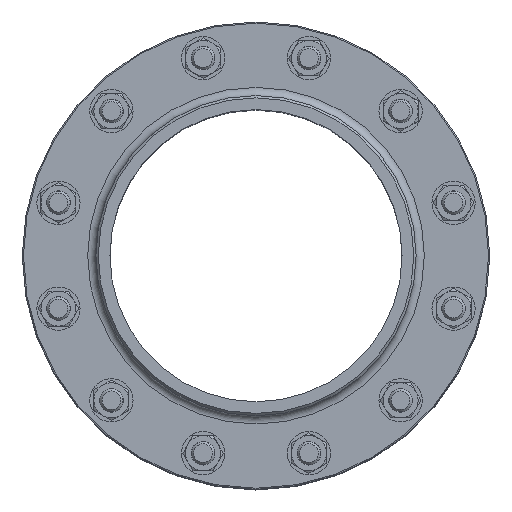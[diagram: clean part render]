
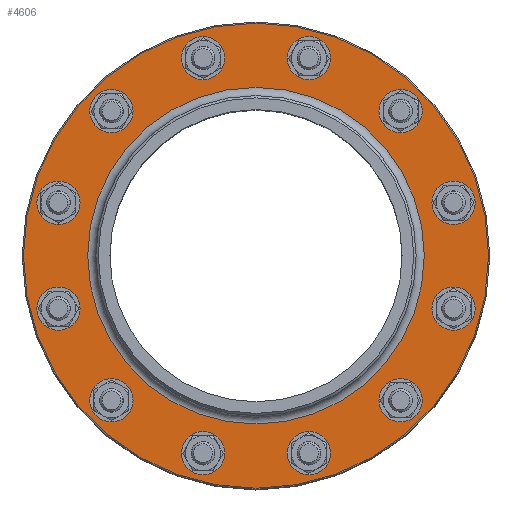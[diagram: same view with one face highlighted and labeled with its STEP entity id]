
A CAD part, top view. The second image highlights one B-rep face of the part: STEP entity #4606.
In plain terms, the highlighted face is planar.
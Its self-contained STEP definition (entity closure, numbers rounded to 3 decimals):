
#661=FACE_BOUND('',#1266,.T.);
#662=FACE_BOUND('',#1267,.T.);
#663=FACE_BOUND('',#1268,.T.);
#664=FACE_BOUND('',#1269,.T.);
#665=FACE_BOUND('',#1270,.T.);
#666=FACE_BOUND('',#1271,.T.);
#667=FACE_BOUND('',#1272,.T.);
#668=FACE_BOUND('',#1273,.T.);
#669=FACE_BOUND('',#1274,.T.);
#670=FACE_BOUND('',#1275,.T.);
#671=FACE_BOUND('',#1276,.T.);
#672=FACE_BOUND('',#1277,.T.);
#673=FACE_BOUND('',#1278,.T.);
#740=PLANE('',#5065);
#952=FACE_OUTER_BOUND('',#1265,.T.);
#1265=EDGE_LOOP('',(#3692));
#1266=EDGE_LOOP('',(#3693));
#1267=EDGE_LOOP('',(#3694));
#1268=EDGE_LOOP('',(#3695));
#1269=EDGE_LOOP('',(#3696));
#1270=EDGE_LOOP('',(#3697));
#1271=EDGE_LOOP('',(#3698));
#1272=EDGE_LOOP('',(#3699));
#1273=EDGE_LOOP('',(#3700));
#1274=EDGE_LOOP('',(#3701));
#1275=EDGE_LOOP('',(#3702));
#1276=EDGE_LOOP('',(#3703));
#1277=EDGE_LOOP('',(#3704));
#1278=EDGE_LOOP('',(#3705));
#2052=CIRCLE('',#5063,199.);
#2054=CIRCLE('',#5066,144.);
#2055=CIRCLE('',#5067,10.5);
#2056=CIRCLE('',#5068,10.5);
#2057=CIRCLE('',#5069,10.5);
#2058=CIRCLE('',#5070,10.5);
#2059=CIRCLE('',#5071,10.5);
#2060=CIRCLE('',#5072,10.5);
#2061=CIRCLE('',#5073,10.5);
#2062=CIRCLE('',#5074,10.5);
#2063=CIRCLE('',#5075,10.5);
#2064=CIRCLE('',#5076,10.5);
#2065=CIRCLE('',#5077,10.5);
#2066=CIRCLE('',#5078,10.5);
#2414=VERTEX_POINT('',#7951);
#2415=VERTEX_POINT('',#7955);
#2416=VERTEX_POINT('',#7957);
#2417=VERTEX_POINT('',#7959);
#2418=VERTEX_POINT('',#7961);
#2419=VERTEX_POINT('',#7963);
#2420=VERTEX_POINT('',#7965);
#2421=VERTEX_POINT('',#7967);
#2422=VERTEX_POINT('',#7969);
#2423=VERTEX_POINT('',#7971);
#2424=VERTEX_POINT('',#7973);
#2425=VERTEX_POINT('',#7975);
#2426=VERTEX_POINT('',#7977);
#2427=VERTEX_POINT('',#7979);
#2874=EDGE_CURVE('',#2414,#2414,#2052,.T.);
#2876=EDGE_CURVE('',#2415,#2415,#2054,.T.);
#2877=EDGE_CURVE('',#2416,#2416,#2055,.T.);
#2878=EDGE_CURVE('',#2417,#2417,#2056,.T.);
#2879=EDGE_CURVE('',#2418,#2418,#2057,.T.);
#2880=EDGE_CURVE('',#2419,#2419,#2058,.T.);
#2881=EDGE_CURVE('',#2420,#2420,#2059,.T.);
#2882=EDGE_CURVE('',#2421,#2421,#2060,.T.);
#2883=EDGE_CURVE('',#2422,#2422,#2061,.T.);
#2884=EDGE_CURVE('',#2423,#2423,#2062,.T.);
#2885=EDGE_CURVE('',#2424,#2424,#2063,.T.);
#2886=EDGE_CURVE('',#2425,#2425,#2064,.T.);
#2887=EDGE_CURVE('',#2426,#2426,#2065,.T.);
#2888=EDGE_CURVE('',#2427,#2427,#2066,.T.);
#3692=ORIENTED_EDGE('',*,*,#2874,.F.);
#3693=ORIENTED_EDGE('',*,*,#2876,.F.);
#3694=ORIENTED_EDGE('',*,*,#2877,.T.);
#3695=ORIENTED_EDGE('',*,*,#2878,.T.);
#3696=ORIENTED_EDGE('',*,*,#2879,.T.);
#3697=ORIENTED_EDGE('',*,*,#2880,.T.);
#3698=ORIENTED_EDGE('',*,*,#2881,.T.);
#3699=ORIENTED_EDGE('',*,*,#2882,.T.);
#3700=ORIENTED_EDGE('',*,*,#2883,.T.);
#3701=ORIENTED_EDGE('',*,*,#2884,.T.);
#3702=ORIENTED_EDGE('',*,*,#2885,.T.);
#3703=ORIENTED_EDGE('',*,*,#2886,.T.);
#3704=ORIENTED_EDGE('',*,*,#2887,.T.);
#3705=ORIENTED_EDGE('',*,*,#2888,.T.);
#4606=ADVANCED_FACE('',(#952,#661,#662,#663,#664,#665,#666,#667,#668,#669,
#670,#671,#672,#673),#740,.F.);
#5063=AXIS2_PLACEMENT_3D('',#7952,#6023,#6024);
#5065=AXIS2_PLACEMENT_3D('',#7954,#6027,#6028);
#5066=AXIS2_PLACEMENT_3D('',#7956,#6029,#6030);
#5067=AXIS2_PLACEMENT_3D('',#7958,#6031,#6032);
#5068=AXIS2_PLACEMENT_3D('',#7960,#6033,#6034);
#5069=AXIS2_PLACEMENT_3D('',#7962,#6035,#6036);
#5070=AXIS2_PLACEMENT_3D('',#7964,#6037,#6038);
#5071=AXIS2_PLACEMENT_3D('',#7966,#6039,#6040);
#5072=AXIS2_PLACEMENT_3D('',#7968,#6041,#6042);
#5073=AXIS2_PLACEMENT_3D('',#7970,#6043,#6044);
#5074=AXIS2_PLACEMENT_3D('',#7972,#6045,#6046);
#5075=AXIS2_PLACEMENT_3D('',#7974,#6047,#6048);
#5076=AXIS2_PLACEMENT_3D('',#7976,#6049,#6050);
#5077=AXIS2_PLACEMENT_3D('',#7978,#6051,#6052);
#5078=AXIS2_PLACEMENT_3D('',#7980,#6053,#6054);
#6023=DIRECTION('center_axis',(0.,1.,0.));
#6024=DIRECTION('ref_axis',(1.,0.,0.));
#6027=DIRECTION('center_axis',(0.,1.,0.));
#6028=DIRECTION('ref_axis',(0.,0.,1.));
#6029=DIRECTION('center_axis',(0.,-1.,0.));
#6030=DIRECTION('ref_axis',(-1.,0.,0.));
#6031=DIRECTION('center_axis',(0.,1.,0.));
#6032=DIRECTION('ref_axis',(1.,0.,0.));
#6033=DIRECTION('center_axis',(0.,1.,0.));
#6034=DIRECTION('ref_axis',(1.,0.,0.));
#6035=DIRECTION('center_axis',(0.,1.,0.));
#6036=DIRECTION('ref_axis',(1.,0.,0.));
#6037=DIRECTION('center_axis',(0.,1.,0.));
#6038=DIRECTION('ref_axis',(1.,0.,0.));
#6039=DIRECTION('center_axis',(0.,1.,0.));
#6040=DIRECTION('ref_axis',(1.,0.,0.));
#6041=DIRECTION('center_axis',(0.,1.,0.));
#6042=DIRECTION('ref_axis',(1.,0.,0.));
#6043=DIRECTION('center_axis',(0.,1.,0.));
#6044=DIRECTION('ref_axis',(1.,0.,0.));
#6045=DIRECTION('center_axis',(0.,1.,0.));
#6046=DIRECTION('ref_axis',(1.,0.,0.));
#6047=DIRECTION('center_axis',(0.,1.,0.));
#6048=DIRECTION('ref_axis',(1.,0.,0.));
#6049=DIRECTION('center_axis',(0.,1.,0.));
#6050=DIRECTION('ref_axis',(1.,0.,0.));
#6051=DIRECTION('center_axis',(0.,1.,0.));
#6052=DIRECTION('ref_axis',(1.,0.,0.));
#6053=DIRECTION('center_axis',(0.,1.,0.));
#6054=DIRECTION('ref_axis',(1.,0.,0.));
#7951=CARTESIAN_POINT('',(0.,-140.,199.));
#7952=CARTESIAN_POINT('Origin',(0.,-140.,0.));
#7954=CARTESIAN_POINT('Origin',(0.,-140.,0.));
#7955=CARTESIAN_POINT('',(0.,-140.,-144.));
#7956=CARTESIAN_POINT('Origin',(0.,-140.,0.));
#7957=CARTESIAN_POINT('',(-134.244,-140.,-123.744));
#7958=CARTESIAN_POINT('Origin',(-123.744,-140.,-123.744));
#7959=CARTESIAN_POINT('',(-179.537,-140.,-45.293));
#7960=CARTESIAN_POINT('Origin',(-169.037,-140.,-45.293));
#7961=CARTESIAN_POINT('',(-179.537,-140.,45.293));
#7962=CARTESIAN_POINT('Origin',(-169.037,-140.,45.293));
#7963=CARTESIAN_POINT('',(-134.244,-140.,123.744));
#7964=CARTESIAN_POINT('Origin',(-123.744,-140.,123.744));
#7965=CARTESIAN_POINT('',(-55.793,-140.,169.037));
#7966=CARTESIAN_POINT('Origin',(-45.293,-140.,169.037));
#7967=CARTESIAN_POINT('',(34.793,-140.,169.037));
#7968=CARTESIAN_POINT('Origin',(45.293,-140.,169.037));
#7969=CARTESIAN_POINT('',(113.244,-140.,123.744));
#7970=CARTESIAN_POINT('Origin',(123.744,-140.,123.744));
#7971=CARTESIAN_POINT('',(158.537,-140.,45.293));
#7972=CARTESIAN_POINT('Origin',(169.037,-140.,45.293));
#7973=CARTESIAN_POINT('',(158.537,-140.,-45.293));
#7974=CARTESIAN_POINT('Origin',(169.037,-140.,-45.293));
#7975=CARTESIAN_POINT('',(113.244,-140.,-123.744));
#7976=CARTESIAN_POINT('Origin',(123.744,-140.,-123.744));
#7977=CARTESIAN_POINT('',(34.793,-140.,-169.037));
#7978=CARTESIAN_POINT('Origin',(45.293,-140.,-169.037));
#7979=CARTESIAN_POINT('',(-55.793,-140.,-169.037));
#7980=CARTESIAN_POINT('Origin',(-45.293,-140.,-169.037));
